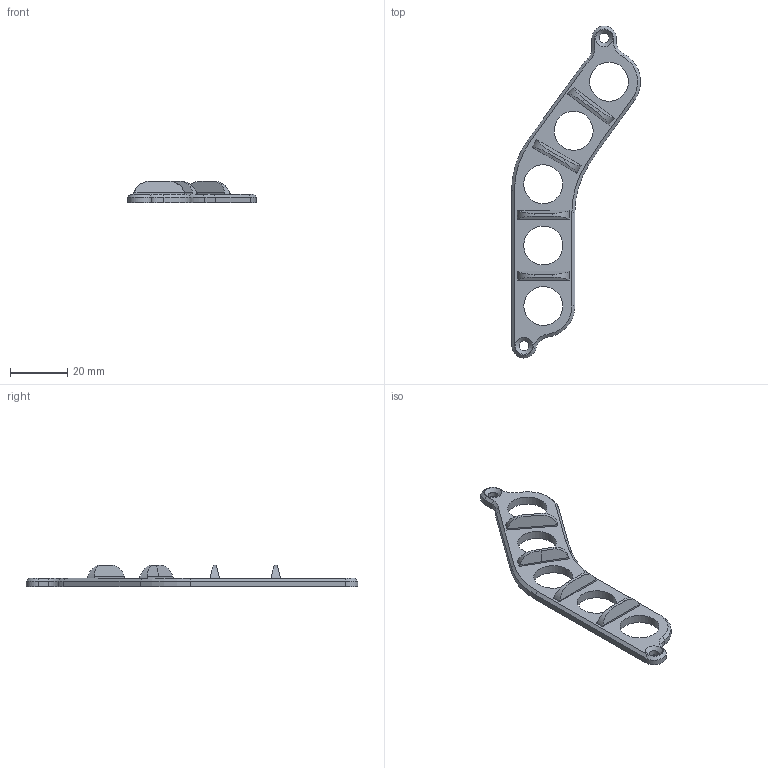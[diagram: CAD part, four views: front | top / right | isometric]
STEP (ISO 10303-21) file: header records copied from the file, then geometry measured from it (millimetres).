
FILE_DESCRIPTION(/* description */ (''),/* implementation_level */ '2;1');
FILE_NAME(/* name */ 'Right Button Insert.step',/* time_stamp */ '2020-05-17T17:58:40-05:00',/* author */ (''),/* organization */ (''),/* preprocessor_version */ 'ST-DEVELOPER v18.1',/* originating_system */ 'Autodesk Translation Framework v9.3.0.1241',/* authorisation */ '');
FILE_SCHEMA (('AUTOMOTIVE_DESIGN { 1 0 10303 214 3 1 1 }'));
Length unit declared in the file: millimetre
Products named in the file (1): Right Button Insert
Bounding box: 44.98 x 115.85 x 7.5 mm (x, y, z)
Volume: 5477.9 mm3; surface area: 5169 mm2
Topology: 1 solids, 1 shells, 75 faces, 187 edges, 118 vertices
Faces by surface type: plane 38, cylinder 25, cone 12
Full cylindrical faces by diameter (mm): 3.5 x2, 13.6 x5
Entity records: 2308 total; most frequent: DIRECTION 416, CARTESIAN_POINT 384, ORIENTED_EDGE 374, EDGE_CURVE 187, AXIS2_PLACEMENT_3D 154, VERTEX_POINT 118, LINE 108, VECTOR 108
